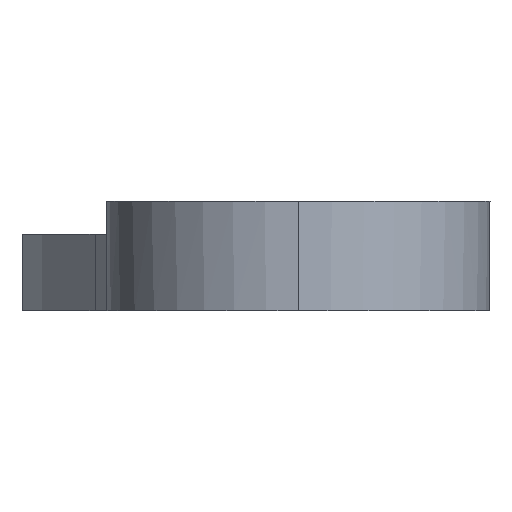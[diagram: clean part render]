
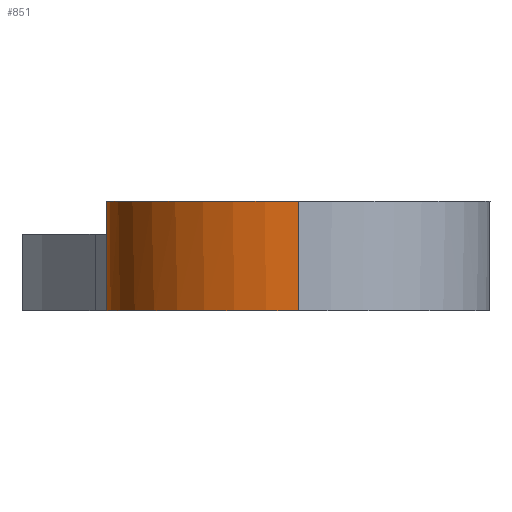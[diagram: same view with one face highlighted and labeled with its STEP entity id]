
A CAD part, left-side view. The second image highlights one B-rep face of the part: STEP entity #851.
In plain terms, the highlighted cylindrical face has radius 17.5 mm (diameter 35 mm), a partial arc.
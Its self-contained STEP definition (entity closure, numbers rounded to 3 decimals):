
#2 = DIRECTION ( 'NONE',  ( 0., 0., -1. ) ) ;
#21 = AXIS2_PLACEMENT_3D ( 'NONE', #126, #693, #1002 ) ;
#66 = VERTEX_POINT ( 'NONE', #1258 ) ;
#126 = CARTESIAN_POINT ( 'NONE',  ( 0., 0., 0. ) ) ;
#137 = LINE ( 'NONE', #1268, #222 ) ;
#222 = VECTOR ( 'NONE', #2, 1000. ) ;
#226 = CARTESIAN_POINT ( 'NONE',  ( -17.5, 0., 0. ) ) ;
#246 = AXIS2_PLACEMENT_3D ( 'NONE', #332, #1022, #1356 ) ;
#332 = CARTESIAN_POINT ( 'NONE',  ( 0., 0., 10. ) ) ;
#381 = VERTEX_POINT ( 'NONE', #872 ) ;
#396 = DIRECTION ( 'NONE',  ( 1., 0., 0. ) ) ;
#416 = CARTESIAN_POINT ( 'NONE',  ( 0., 0., 10. ) ) ;
#454 = EDGE_CURVE ( 'NONE', #66, #778, #764, .T. ) ;
#499 = VERTEX_POINT ( 'NONE', #708 ) ;
#513 = VECTOR ( 'NONE', #1100, 1000. ) ;
#529 = CARTESIAN_POINT ( 'NONE',  ( 2.374, 17.338, 7. ) ) ;
#530 = ORIENTED_EDGE ( 'NONE', *, *, #828, .F. ) ;
#566 = ORIENTED_EDGE ( 'NONE', *, *, #610, .F. ) ;
#610 = EDGE_CURVE ( 'NONE', #499, #66, #1214, .T. ) ;
#611 = DIRECTION ( 'NONE',  ( 0., 0., -1. ) ) ;
#620 = ORIENTED_EDGE ( 'NONE', *, *, #729, .T. ) ;
#650 = DIRECTION ( 'NONE',  ( 0., 0., -1. ) ) ;
#693 = DIRECTION ( 'NONE',  ( 0., 0., 1. ) ) ;
#708 = CARTESIAN_POINT ( 'NONE',  ( 17.5, 0., 10. ) ) ;
#729 = EDGE_CURVE ( 'NONE', #499, #1434, #137, .T. ) ;
#764 = LINE ( 'NONE', #1003, #513 ) ;
#778 = VERTEX_POINT ( 'NONE', #226 ) ;
#782 = EDGE_LOOP ( 'NONE', ( #566, #620, #530, #1134, #1445, #966 ) ) ;
#795 = EDGE_CURVE ( 'NONE', #1021, #381, #915, .T. ) ;
#828 = EDGE_CURVE ( 'NONE', #1021, #1434, #1239, .T. ) ;
#829 = AXIS2_PLACEMENT_3D ( 'NONE', #416, #650, #997 ) ;
#851 = ADVANCED_FACE ( 'NONE', ( #1425 ), #1006, .T. ) ;
#872 = CARTESIAN_POINT ( 'NONE',  ( 2.374, 17.338, 0. ) ) ;
#884 = CARTESIAN_POINT ( 'NONE',  ( 17.5, 0., 7. ) ) ;
#915 = LINE ( 'NONE', #1049, #1284 ) ;
#966 = ORIENTED_EDGE ( 'NONE', *, *, #454, .F. ) ;
#997 = DIRECTION ( 'NONE',  ( -1., 0., 0. ) ) ;
#1002 = DIRECTION ( 'NONE',  ( 1., 0., 0. ) ) ;
#1003 = CARTESIAN_POINT ( 'NONE',  ( -17.5, 0., 10. ) ) ;
#1006 = CYLINDRICAL_SURFACE ( 'NONE', #829, 17.5 ) ;
#1021 = VERTEX_POINT ( 'NONE', #529 ) ;
#1022 = DIRECTION ( 'NONE',  ( 0., 0., 1. ) ) ;
#1049 = CARTESIAN_POINT ( 'NONE',  ( 2.374, 17.338, 10. ) ) ;
#1100 = DIRECTION ( 'NONE',  ( 0., 0., -1. ) ) ;
#1134 = ORIENTED_EDGE ( 'NONE', *, *, #795, .T. ) ;
#1214 = CIRCLE ( 'NONE', #246, 17.5 ) ;
#1239 = CIRCLE ( 'NONE', #1267, 17.5 ) ;
#1258 = CARTESIAN_POINT ( 'NONE',  ( -17.5, 0., 10. ) ) ;
#1267 = AXIS2_PLACEMENT_3D ( 'NONE', #1401, #611, #396 ) ;
#1268 = CARTESIAN_POINT ( 'NONE',  ( 17.5, 0., 10. ) ) ;
#1281 = EDGE_CURVE ( 'NONE', #381, #778, #1359, .T. ) ;
#1284 = VECTOR ( 'NONE', #1302, 1000. ) ;
#1302 = DIRECTION ( 'NONE',  ( 0., 0., -1. ) ) ;
#1356 = DIRECTION ( 'NONE',  ( 1., 0., 0. ) ) ;
#1359 = CIRCLE ( 'NONE', #21, 17.5 ) ;
#1401 = CARTESIAN_POINT ( 'NONE',  ( 0., 0., 7. ) ) ;
#1425 = FACE_OUTER_BOUND ( 'NONE', #782, .T. ) ;
#1434 = VERTEX_POINT ( 'NONE', #884 ) ;
#1445 = ORIENTED_EDGE ( 'NONE', *, *, #1281, .T. ) ;
